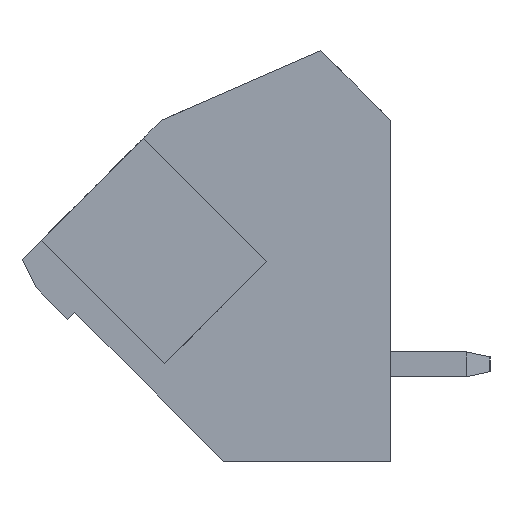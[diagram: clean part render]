
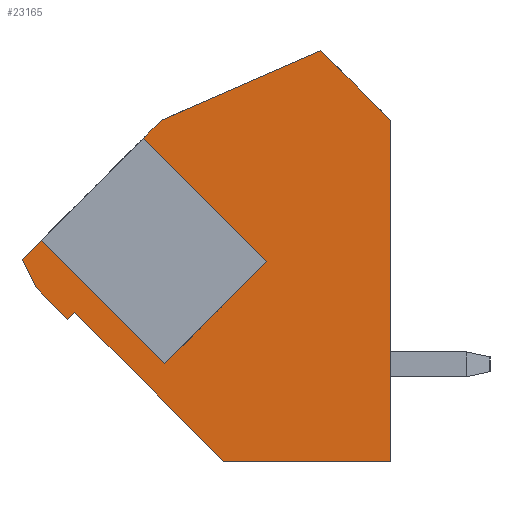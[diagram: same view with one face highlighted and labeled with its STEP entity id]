
A CAD part, left-side view. The second image highlights one B-rep face of the part: STEP entity #23165.
In plain terms, the highlighted planar face has unit normal (-1, 0, 0).
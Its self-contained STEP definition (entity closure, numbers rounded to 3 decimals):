
#138 = CARTESIAN_POINT ( 'NONE',  ( 0., 9.072, 3.928 ) ) ;
#330 = ORIENTED_EDGE ( 'NONE', *, *, #804, .T. ) ;
#804 = EDGE_CURVE ( 'NONE', #7638, #8317, #22445, .T. ) ;
#1525 = DIRECTION ( 'NONE',  ( 0., 0.707, 0.707 ) ) ;
#2074 = CARTESIAN_POINT ( 'NONE',  ( 0., 14.8, 0. ) ) ;
#2202 = ORIENTED_EDGE ( 'NONE', *, *, #13534, .T. ) ;
#2614 = VERTEX_POINT ( 'NONE', #41886 ) ;
#2771 = DIRECTION ( 'NONE',  ( 0., 0.707, -0.707 ) ) ;
#3095 = PLANE ( 'NONE',  #34708 ) ;
#3258 = CARTESIAN_POINT ( 'NONE',  ( 0., 6.7, 0. ) ) ;
#4080 = LINE ( 'NONE', #36174, #41586 ) ;
#4829 = DIRECTION ( 'NONE',  ( 0., 0., 1. ) ) ;
#5111 = CARTESIAN_POINT ( 'NONE',  ( 0., 14.8, 8.1 ) ) ;
#5179 = CARTESIAN_POINT ( 'NONE',  ( 0., 12.962, 5.696 ) ) ;
#5197 = VECTOR ( 'NONE', #43283, 1000. ) ;
#5427 = DIRECTION ( 'NONE',  ( 0., 0.707, -0.707 ) ) ;
#6192 = DIRECTION ( 'NONE',  ( 0., -0.707, -0.707 ) ) ;
#6264 = DIRECTION ( 'NONE',  ( 1., 0., 0. ) ) ;
#6401 = VECTOR ( 'NONE', #16555, 1000. ) ;
#6477 = EDGE_CURVE ( 'NONE', #35365, #18264, #20566, .T. ) ;
#7638 = VERTEX_POINT ( 'NONE', #17353 ) ;
#8317 = VERTEX_POINT ( 'NONE', #9008 ) ;
#8695 = VERTEX_POINT ( 'NONE', #23059 ) ;
#9008 = CARTESIAN_POINT ( 'NONE',  ( 0., 9.921, 12.979 ) ) ;
#9124 = LINE ( 'NONE', #22795, #16827 ) ;
#9435 = ORIENTED_EDGE ( 'NONE', *, *, #17223, .T. ) ;
#10856 = CARTESIAN_POINT ( 'NONE',  ( 0., 0., 13.7 ) ) ;
#11256 = CARTESIAN_POINT ( 'NONE',  ( 0., 12.679, 5.979 ) ) ;
#11533 = LINE ( 'NONE', #2074, #33782 ) ;
#11543 = CARTESIAN_POINT ( 'NONE',  ( 0., 0., 16.5 ) ) ;
#12049 = LINE ( 'NONE', #42613, #5197 ) ;
#13338 = ORIENTED_EDGE ( 'NONE', *, *, #32187, .T. ) ;
#13534 = EDGE_CURVE ( 'NONE', #31297, #7638, #27319, .T. ) ;
#15183 = CARTESIAN_POINT ( 'NONE',  ( 0., 2.8, 16.5 ) ) ;
#15854 = LINE ( 'NONE', #26218, #33652 ) ;
#16355 = VECTOR ( 'NONE', #5427, 1000. ) ;
#16391 = DIRECTION ( 'NONE',  ( 0., 0.707, 0.707 ) ) ;
#16555 = DIRECTION ( 'NONE',  ( 0., -0.707, 0.707 ) ) ;
#16827 = VECTOR ( 'NONE', #43292, 1000. ) ;
#17223 = EDGE_CURVE ( 'NONE', #35365, #39821, #15854, .T. ) ;
#17353 = CARTESIAN_POINT ( 'NONE',  ( 0., 9.2, 13.7 ) ) ;
#17703 = VECTOR ( 'NONE', #6192, 1000. ) ;
#17962 = EDGE_CURVE ( 'NONE', #43475, #31297, #4080, .T. ) ;
#18264 = VERTEX_POINT ( 'NONE', #18923 ) ;
#18722 = DIRECTION ( 'NONE',  ( 0., -1., 0. ) ) ;
#18923 = CARTESIAN_POINT ( 'NONE',  ( 0., 4.971, 8.029 ) ) ;
#20147 = FACE_OUTER_BOUND ( 'NONE', #28524, .T. ) ;
#20530 = ORIENTED_EDGE ( 'NONE', *, *, #26745, .F. ) ;
#20566 = LINE ( 'NONE', #138, #6401 ) ;
#20928 = VECTOR ( 'NONE', #4829, 1000. ) ;
#22445 = LINE ( 'NONE', #43387, #16355 ) ;
#22795 = CARTESIAN_POINT ( 'NONE',  ( 0., 14.234, 6.969 ) ) ;
#22875 = ORIENTED_EDGE ( 'NONE', *, *, #6477, .F. ) ;
#23059 = CARTESIAN_POINT ( 'NONE',  ( 0., 6.7, 0. ) ) ;
#23122 = ORIENTED_EDGE ( 'NONE', *, *, #38644, .T. ) ;
#23165 = ADVANCED_FACE ( 'NONE', ( #20147 ), #3095, .F. ) ;
#23428 = CARTESIAN_POINT ( 'NONE',  ( 0., 0., 0. ) ) ;
#23891 = VERTEX_POINT ( 'NONE', #5179 ) ;
#24092 = CARTESIAN_POINT ( 'NONE',  ( 0., 9.2, 13.7 ) ) ;
#24147 = VECTOR ( 'NONE', #16391, 1000. ) ;
#26124 = ORIENTED_EDGE ( 'NONE', *, *, #37648, .T. ) ;
#26218 = CARTESIAN_POINT ( 'NONE',  ( 0., 9.072, 3.928 ) ) ;
#26653 = CARTESIAN_POINT ( 'NONE',  ( 0., 2.8, 16.5 ) ) ;
#26745 = EDGE_CURVE ( 'NONE', #18264, #8317, #43641, .T. ) ;
#27319 = LINE ( 'NONE', #26653, #31897 ) ;
#28524 = EDGE_LOOP ( 'NONE', ( #20530, #22875, #9435, #30095, #40565, #38217, #13338, #42997, #26124, #23122, #34042, #2202, #330 ) ) ;
#28755 = LINE ( 'NONE', #36165, #41288 ) ;
#29208 = DIRECTION ( 'NONE',  ( 0., 0.707, 0.707 ) ) ;
#30095 = ORIENTED_EDGE ( 'NONE', *, *, #33013, .T. ) ;
#30206 = LINE ( 'NONE', #3258, #17703 ) ;
#31285 = VERTEX_POINT ( 'NONE', #5111 ) ;
#31297 = VERTEX_POINT ( 'NONE', #15183 ) ;
#31786 = EDGE_CURVE ( 'NONE', #2614, #23891, #9124, .T. ) ;
#31897 = VECTOR ( 'NONE', #40329, 1000. ) ;
#32084 = VECTOR ( 'NONE', #2771, 1000. ) ;
#32187 = EDGE_CURVE ( 'NONE', #23891, #41223, #28755, .T. ) ;
#32987 = CARTESIAN_POINT ( 'NONE',  ( 0., 9.072, 3.928 ) ) ;
#33013 = EDGE_CURVE ( 'NONE', #39821, #31285, #38072, .T. ) ;
#33429 = CARTESIAN_POINT ( 'NONE',  ( 0., 14.8, 16.5 ) ) ;
#33642 = DIRECTION ( 'NONE',  ( 0., 0., -1. ) ) ;
#33652 = VECTOR ( 'NONE', #1525, 1000. ) ;
#33782 = VECTOR ( 'NONE', #18722, 1000. ) ;
#34042 = ORIENTED_EDGE ( 'NONE', *, *, #17962, .T. ) ;
#34644 = EDGE_CURVE ( 'NONE', #41223, #8695, #30206, .T. ) ;
#34708 = AXIS2_PLACEMENT_3D ( 'NONE', #33429, #6264, #33642 ) ;
#35365 = VERTEX_POINT ( 'NONE', #32987 ) ;
#35591 = LINE ( 'NONE', #11543, #20928 ) ;
#36165 = CARTESIAN_POINT ( 'NONE',  ( 0., 12.962, 5.696 ) ) ;
#36174 = CARTESIAN_POINT ( 'NONE',  ( 0., 0., 13.7 ) ) ;
#37439 = VERTEX_POINT ( 'NONE', #23428 ) ;
#37558 = CARTESIAN_POINT ( 'NONE',  ( 0., 14.022, 8.878 ) ) ;
#37648 = EDGE_CURVE ( 'NONE', #8695, #37439, #11533, .T. ) ;
#38072 = LINE ( 'NONE', #24092, #32084 ) ;
#38217 = ORIENTED_EDGE ( 'NONE', *, *, #31786, .T. ) ;
#38244 = EDGE_CURVE ( 'NONE', #31285, #2614, #12049, .T. ) ;
#38644 = EDGE_CURVE ( 'NONE', #37439, #43475, #35591, .T. ) ;
#39821 = VERTEX_POINT ( 'NONE', #37558 ) ;
#39990 = DIRECTION ( 'NONE',  ( 0., -0.707, 0.707 ) ) ;
#40218 = CARTESIAN_POINT ( 'NONE',  ( 0., 4.971, 8.029 ) ) ;
#40329 = DIRECTION ( 'NONE',  ( 0., 0.916, -0.401 ) ) ;
#40565 = ORIENTED_EDGE ( 'NONE', *, *, #38244, .T. ) ;
#41223 = VERTEX_POINT ( 'NONE', #11256 ) ;
#41288 = VECTOR ( 'NONE', #39990, 1000. ) ;
#41586 = VECTOR ( 'NONE', #29208, 1000. ) ;
#41886 = CARTESIAN_POINT ( 'NONE',  ( 0., 14.234, 6.969 ) ) ;
#42613 = CARTESIAN_POINT ( 'NONE',  ( 0., 14.8, 8.1 ) ) ;
#42997 = ORIENTED_EDGE ( 'NONE', *, *, #34644, .T. ) ;
#43283 = DIRECTION ( 'NONE',  ( 0., -0.447, -0.894 ) ) ;
#43292 = DIRECTION ( 'NONE',  ( 0., -0.707, -0.707 ) ) ;
#43387 = CARTESIAN_POINT ( 'NONE',  ( 0., 9.2, 13.7 ) ) ;
#43475 = VERTEX_POINT ( 'NONE', #10856 ) ;
#43641 = LINE ( 'NONE', #40218, #24147 ) ;
